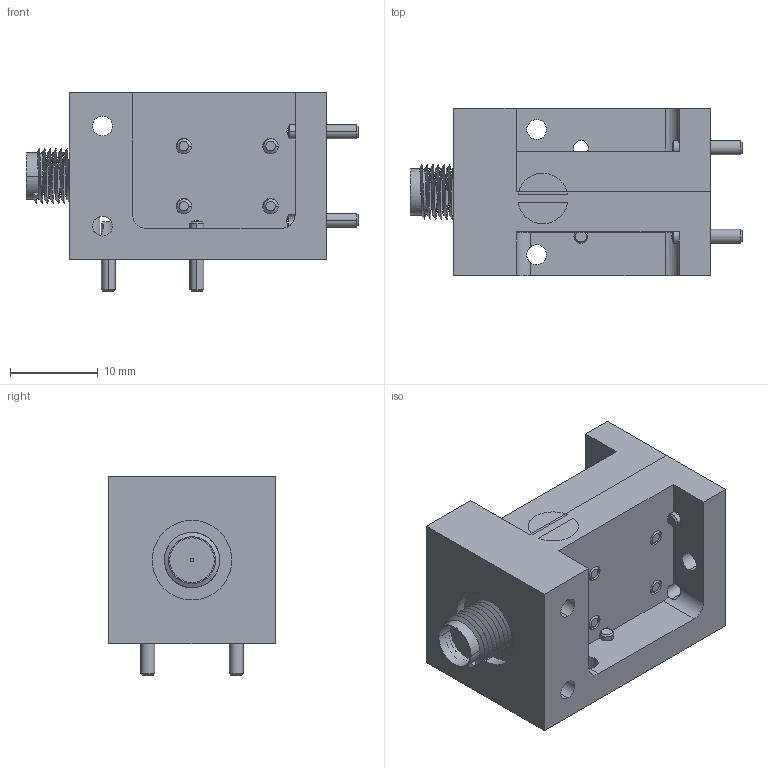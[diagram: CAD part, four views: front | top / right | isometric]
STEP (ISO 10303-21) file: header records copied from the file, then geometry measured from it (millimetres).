
FILE_DESCRIPTION (( 'STEP AP203' ), '1' );
FILE_NAME ('SFB-15-N1.STEP', '2018-08-27T21:58:15', ( '' ), ( '' ), 'SwSTEP 2.0', 'SolidWorks 2016', '' );
FILE_SCHEMA (( 'CONFIG_CONTROL_DESIGN' ));
Length unit declared in the file: inch
Products named in the file (1): SFB-15-N1
Bounding box: 37.88 x 19.05 x 22.67 mm (x, y, z)
Surface area: 4605.6 mm2 (no closed solid volume)
Topology: 0 solids, 18 shells, 281 faces, 810 edges, 540 vertices
Faces by surface type: cylinder 118, cone 81, plane 80, bspline 2
Entity records: 11080 total; most frequent: CARTESIAN_POINT 3845, DIRECTION 1540, ORIENTED_EDGE 1336, EDGE_CURVE 810, AXIS2_PLACEMENT_3D 588, VERTEX_POINT 540, VECTOR 364, LINE 364
